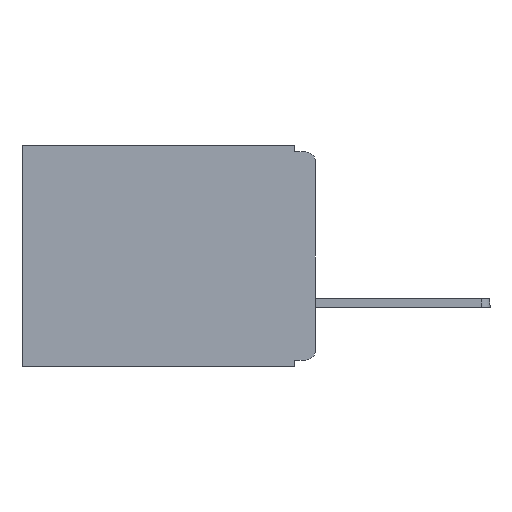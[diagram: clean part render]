
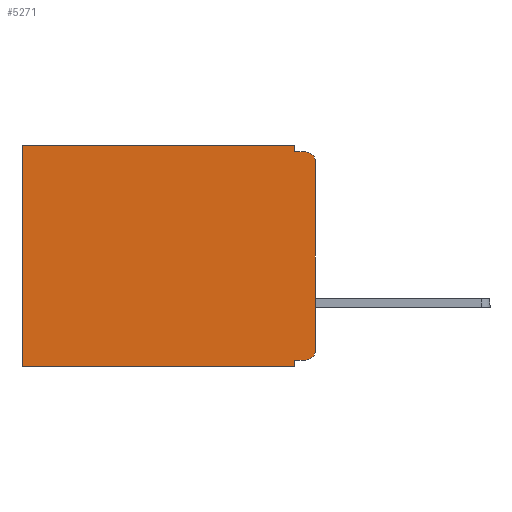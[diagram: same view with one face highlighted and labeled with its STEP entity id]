
A CAD part, left-side view. The second image highlights one B-rep face of the part: STEP entity #5271.
In plain terms, the highlighted planar face has unit normal (-1, 0, 0).
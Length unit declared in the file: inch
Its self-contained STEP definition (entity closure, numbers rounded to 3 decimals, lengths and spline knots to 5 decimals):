
#1315 = LINE ( 'NONE', #7359, #4603 ) ;
#2121 = CARTESIAN_POINT ( 'NONE',  ( 0.3, 0., -0.33 ) ) ;
#3308 = CIRCLE ( 'NONE', #4870, 0.015 ) ;
#3584 = LINE ( 'NONE', #4916, #30260 ) ;
#3664 = DIRECTION ( 'NONE',  ( 0., 0., -1. ) ) ;
#3741 = ORIENTED_EDGE ( 'NONE', *, *, #7245, .T. ) ;
#3813 = CARTESIAN_POINT ( 'NONE',  ( 0.3, 0., -0.01 ) ) ;
#3834 = ORIENTED_EDGE ( 'NONE', *, *, #15807, .F. ) ;
#4304 = EDGE_CURVE ( 'NONE', #24254, #20280, #1315, .T. ) ;
#4603 = VECTOR ( 'NONE', #3664, 39.37008 ) ;
#4802 = ORIENTED_EDGE ( 'NONE', *, *, #26808, .F. ) ;
#4870 = AXIS2_PLACEMENT_3D ( 'NONE', #8021, #26104, #10637 ) ;
#4916 = CARTESIAN_POINT ( 'NONE',  ( 0.3, 0., -0.32 ) ) ;
#4983 = CIRCLE ( 'NONE', #31687, 0.015 ) ;
#5271 = ADVANCED_FACE ( 'NONE', ( #5718 ), #21170, .F. ) ;
#5582 = CARTESIAN_POINT ( 'NONE',  ( 0.3, 0.437, -0.33 ) ) ;
#5718 = FACE_OUTER_BOUND ( 'NONE', #12414, .T. ) ;
#5936 = CARTESIAN_POINT ( 'NONE',  ( 0.3, 0.015, -0.025 ) ) ;
#6401 = DIRECTION ( 'NONE',  ( 0., -1., 0. ) ) ;
#7245 = EDGE_CURVE ( 'NONE', #24254, #28446, #26264, .T. ) ;
#7359 = CARTESIAN_POINT ( 'NONE',  ( 0.3, 0.031, 0. ) ) ;
#7374 = ORIENTED_EDGE ( 'NONE', *, *, #30251, .T. ) ;
#7648 = CARTESIAN_POINT ( 'NONE',  ( 0.3, 0.031, 0. ) ) ;
#8021 = CARTESIAN_POINT ( 'NONE',  ( 0.3, 0.015, -0.305 ) ) ;
#8275 = DIRECTION ( 'NONE',  ( 0., 0., -1. ) ) ;
#8543 = DIRECTION ( 'NONE',  ( 0., 0., -1. ) ) ;
#9275 = LINE ( 'NONE', #3813, #22220 ) ;
#9557 = VERTEX_POINT ( 'NONE', #13838 ) ;
#9791 = CARTESIAN_POINT ( 'NONE',  ( 0.3, 0., -0.025 ) ) ;
#10030 = LINE ( 'NONE', #13624, #28966 ) ;
#10637 = DIRECTION ( 'NONE',  ( 0., 0., -1. ) ) ;
#10944 = VECTOR ( 'NONE', #29030, 39.37008 ) ;
#11756 = VECTOR ( 'NONE', #21961, 39.37008 ) ;
#12414 = EDGE_LOOP ( 'NONE', ( #31596, #7374, #21731, #27733, #3741, #26007, #4802, #19573, #3834, #25699 ) ) ;
#12534 = VERTEX_POINT ( 'NONE', #9791 ) ;
#12799 = EDGE_CURVE ( 'NONE', #12534, #18640, #10030, .T. ) ;
#13624 = CARTESIAN_POINT ( 'NONE',  ( 0.3, 0., -0.33 ) ) ;
#13838 = CARTESIAN_POINT ( 'NONE',  ( 0.3, 0.031, -0.33 ) ) ;
#14604 = CARTESIAN_POINT ( 'NONE',  ( 0.3, 0.015, -0.01 ) ) ;
#14833 = CARTESIAN_POINT ( 'NONE',  ( 0.3, 0.031, -0.01 ) ) ;
#14836 = CARTESIAN_POINT ( 'NONE',  ( 0.3, 0.015, -0.32 ) ) ;
#15136 = CARTESIAN_POINT ( 'NONE',  ( 0.3, 0.437, -0.33 ) ) ;
#15807 = EDGE_CURVE ( 'NONE', #31767, #22341, #3584, .T. ) ;
#17495 = VERTEX_POINT ( 'NONE', #14604 ) ;
#17675 = DIRECTION ( 'NONE',  ( 0., 1., 0. ) ) ;
#17726 = DIRECTION ( 'NONE',  ( 0., 0., -1. ) ) ;
#17763 = LINE ( 'NONE', #15136, #30632 ) ;
#17849 = LINE ( 'NONE', #23885, #10944 ) ;
#18640 = VERTEX_POINT ( 'NONE', #21957 ) ;
#19573 = ORIENTED_EDGE ( 'NONE', *, *, #32645, .F. ) ;
#19899 = EDGE_CURVE ( 'NONE', #31767, #18640, #3308, .T. ) ;
#20280 = VERTEX_POINT ( 'NONE', #14833 ) ;
#21170 = PLANE ( 'NONE',  #31784 ) ;
#21731 = ORIENTED_EDGE ( 'NONE', *, *, #22061, .F. ) ;
#21957 = CARTESIAN_POINT ( 'NONE',  ( 0.3, 0., -0.305 ) ) ;
#21961 = DIRECTION ( 'NONE',  ( 0., 1., 0. ) ) ;
#22061 = EDGE_CURVE ( 'NONE', #20280, #17495, #9275, .T. ) ;
#22220 = VECTOR ( 'NONE', #6401, 39.37008 ) ;
#22341 = VERTEX_POINT ( 'NONE', #25521 ) ;
#22921 = EDGE_CURVE ( 'NONE', #28446, #25865, #17763, .T. ) ;
#23025 = DIRECTION ( 'NONE',  ( 0., 1., 0. ) ) ;
#23767 = DIRECTION ( 'NONE',  ( 1., 0., 0. ) ) ;
#23885 = CARTESIAN_POINT ( 'NONE',  ( 0.3, 0.031, -0.33 ) ) ;
#24034 = DIRECTION ( 'NONE',  ( -1., 0., 0. ) ) ;
#24254 = VERTEX_POINT ( 'NONE', #7648 ) ;
#24552 = CARTESIAN_POINT ( 'NONE',  ( 0.3, 0., 0. ) ) ;
#25521 = CARTESIAN_POINT ( 'NONE',  ( 0.3, 0.031, -0.32 ) ) ;
#25699 = ORIENTED_EDGE ( 'NONE', *, *, #19899, .T. ) ;
#25865 = VERTEX_POINT ( 'NONE', #5582 ) ;
#25871 = VECTOR ( 'NONE', #17675, 39.37008 ) ;
#26007 = ORIENTED_EDGE ( 'NONE', *, *, #22921, .T. ) ;
#26104 = DIRECTION ( 'NONE',  ( -1., 0., 0. ) ) ;
#26264 = LINE ( 'NONE', #24552, #11756 ) ;
#26462 = DIRECTION ( 'NONE',  ( 0., 0., -1. ) ) ;
#26808 = EDGE_CURVE ( 'NONE', #9557, #25865, #31894, .T. ) ;
#27471 = CARTESIAN_POINT ( 'NONE',  ( 0.3, 0.437, 0. ) ) ;
#27733 = ORIENTED_EDGE ( 'NONE', *, *, #4304, .F. ) ;
#28446 = VERTEX_POINT ( 'NONE', #27471 ) ;
#28966 = VECTOR ( 'NONE', #26462, 39.37008 ) ;
#29030 = DIRECTION ( 'NONE',  ( 0., 0., -1. ) ) ;
#30251 = EDGE_CURVE ( 'NONE', #12534, #17495, #4983, .T. ) ;
#30260 = VECTOR ( 'NONE', #23025, 39.37008 ) ;
#30632 = VECTOR ( 'NONE', #17726, 39.37008 ) ;
#31427 = CARTESIAN_POINT ( 'NONE',  ( 0.3, 0., -0.33 ) ) ;
#31596 = ORIENTED_EDGE ( 'NONE', *, *, #12799, .F. ) ;
#31687 = AXIS2_PLACEMENT_3D ( 'NONE', #5936, #24034, #8543 ) ;
#31767 = VERTEX_POINT ( 'NONE', #14836 ) ;
#31784 = AXIS2_PLACEMENT_3D ( 'NONE', #31427, #23767, #8275 ) ;
#31894 = LINE ( 'NONE', #2121, #25871 ) ;
#32645 = EDGE_CURVE ( 'NONE', #22341, #9557, #17849, .T. ) ;
